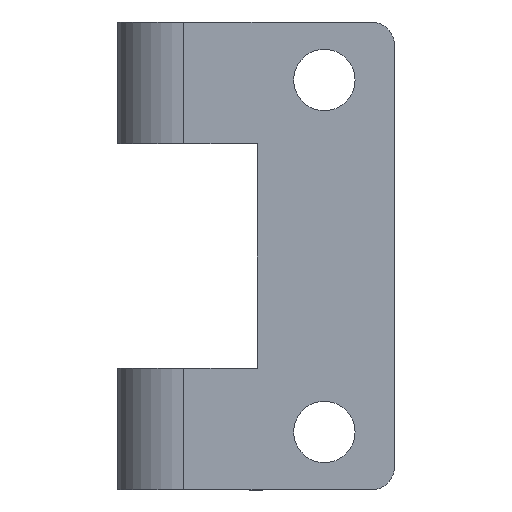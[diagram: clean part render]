
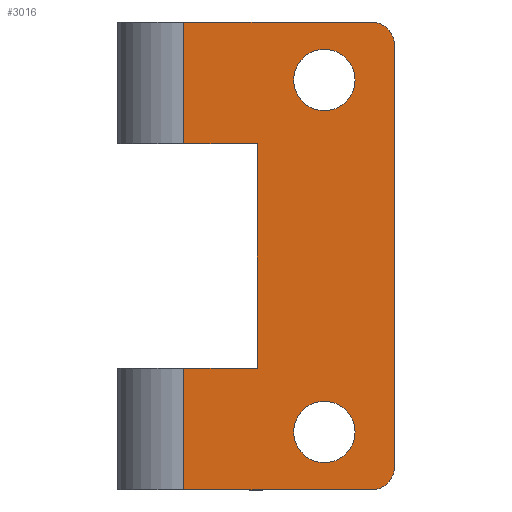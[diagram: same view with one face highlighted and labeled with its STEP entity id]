
A CAD part, front view. The second image highlights one B-rep face of the part: STEP entity #3016.
In plain terms, the highlighted planar face has unit normal (0, -1, 0).
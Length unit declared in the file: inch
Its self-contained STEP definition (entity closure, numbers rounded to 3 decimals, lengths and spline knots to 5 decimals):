
#11 = EDGE_CURVE ( 'NONE', #3834, #2972, #3266, .T. ) ;
#65 = VERTEX_POINT ( 'NONE', #3149 ) ;
#77 = VERTEX_POINT ( 'NONE', #3224 ) ;
#81 = EDGE_CURVE ( 'NONE', #84, #3106, #3289, .T. ) ;
#82 = EDGE_CURVE ( 'NONE', #77, #65, #3319, .T. ) ;
#84 = VERTEX_POINT ( 'NONE', #3323 ) ;
#86 = ORIENTED_EDGE ( 'NONE', *, *, #81, .F. ) ;
#136 = EDGE_CURVE ( 'NONE', #2760, #84, #805, .T. ) ;
#147 = VERTEX_POINT ( 'NONE', #3148 ) ;
#153 = VERTEX_POINT ( 'NONE', #3222 ) ;
#162 = VERTEX_POINT ( 'NONE', #3355 ) ;
#166 = VERTEX_POINT ( 'NONE', #3393 ) ;
#167 = EDGE_LOOP ( 'NONE', ( #1428, #612 ) ) ;
#168 = EDGE_CURVE ( 'NONE', #2760, #162, #3427, .T. ) ;
#170 = ORIENTED_EDGE ( 'NONE', *, *, #174, .T. ) ;
#174 = EDGE_CURVE ( 'NONE', #166, #2968, #765, .T. ) ;
#179 = ORIENTED_EDGE ( 'NONE', *, *, #168, .T. ) ;
#183 = EDGE_CURVE ( 'NONE', #2968, #166, #1043, .T. ) ;
#389 = EDGE_LOOP ( 'NONE', ( #179, #3100, #3074, #3058, #3023, #1957, #2777, #2984, #86, #3073 ) ) ;
#458 = ORIENTED_EDGE ( 'NONE', *, *, #183, .T. ) ;
#612 = ORIENTED_EDGE ( 'NONE', *, *, #3071, .T. ) ;
#765 = CIRCLE ( 'NONE', #766, 0.164 ) ;
#766 = AXIS2_PLACEMENT_3D ( 'NONE', #767, #768, #769 ) ;
#767 = CARTESIAN_POINT ( 'NONE',  ( 0.75, 0., -0.31 ) ) ;
#768 = DIRECTION ( 'NONE',  ( 0., 1., 0. ) ) ;
#769 = DIRECTION ( 'NONE',  ( 0., 0., 1. ) ) ;
#805 = LINE ( 'NONE', #806, #807 ) ;
#806 = CARTESIAN_POINT ( 'NONE',  ( 0., 0., -2.5 ) ) ;
#807 = VECTOR ( 'NONE', #808, 39.37008 ) ;
#808 = DIRECTION ( 'NONE',  ( 0., 0., 1. ) ) ;
#856 = CARTESIAN_POINT ( 'NONE',  ( 0.391, 0., -0.65 ) ) ;
#920 = CIRCLE ( 'NONE', #921, 0.164 ) ;
#921 = AXIS2_PLACEMENT_3D ( 'NONE', #922, #923, #924 ) ;
#922 = CARTESIAN_POINT ( 'NONE',  ( 0.75, 0., -2.19 ) ) ;
#923 = DIRECTION ( 'NONE',  ( 0., 1., 0. ) ) ;
#924 = DIRECTION ( 'NONE',  ( 0., 0., 1. ) ) ;
#926 = CARTESIAN_POINT ( 'NONE',  ( 0.391, 0., -1.85 ) ) ;
#936 = CARTESIAN_POINT ( 'NONE',  ( 0.75, 0., -0.146 ) ) ;
#1022 = CARTESIAN_POINT ( 'NONE',  ( 0., 0., 0. ) ) ;
#1043 = CIRCLE ( 'NONE', #1044, 0.164 ) ;
#1044 = AXIS2_PLACEMENT_3D ( 'NONE', #1045, #1046, #1047 ) ;
#1045 = CARTESIAN_POINT ( 'NONE',  ( 0.75, 0., -0.31 ) ) ;
#1046 = DIRECTION ( 'NONE',  ( 0., 1., 0. ) ) ;
#1047 = DIRECTION ( 'NONE',  ( 0., 0., 1. ) ) ;
#1089 = EDGE_CURVE ( 'NONE', #147, #153, #3156, .T. ) ;
#1122 = LINE ( 'NONE', #1123, #1125 ) ;
#1123 = CARTESIAN_POINT ( 'NONE',  ( 0., 0., 0. ) ) ;
#1125 = VECTOR ( 'NONE', #1126, 39.37008 ) ;
#1126 = DIRECTION ( 'NONE',  ( 1., 0., 0. ) ) ;
#1428 = ORIENTED_EDGE ( 'NONE', *, *, #1089, .T. ) ;
#1957 = ORIENTED_EDGE ( 'NONE', *, *, #2975, .F. ) ;
#2733 = FACE_BOUND ( 'NONE', #3006, .T. ) ;
#2734 = FACE_BOUND ( 'NONE', #167, .T. ) ;
#2735 = FACE_OUTER_BOUND ( 'NONE', #389, .T. ) ;
#2736 = PLANE ( 'NONE',  #2737 ) ;
#2737 = AXIS2_PLACEMENT_3D ( 'NONE', #2738, #2739, #2740 ) ;
#2738 = CARTESIAN_POINT ( 'NONE',  ( 0., 0., -2.5 ) ) ;
#2739 = DIRECTION ( 'NONE',  ( 0., -1., 0. ) ) ;
#2740 = DIRECTION ( 'NONE',  ( 0., 0., -1. ) ) ;
#2755 = CIRCLE ( 'NONE', #2756, 0.125 ) ;
#2756 = AXIS2_PLACEMENT_3D ( 'NONE', #2757, #2758, #2759 ) ;
#2757 = CARTESIAN_POINT ( 'NONE',  ( 1., 0., -2.375 ) ) ;
#2758 = DIRECTION ( 'NONE',  ( 0., -1., 0. ) ) ;
#2759 = DIRECTION ( 'NONE',  ( 0., 0., -1. ) ) ;
#2760 = VERTEX_POINT ( 'NONE', #2852 ) ;
#2777 = ORIENTED_EDGE ( 'NONE', *, *, #11, .F. ) ;
#2852 = CARTESIAN_POINT ( 'NONE',  ( 0., 0., -2.5 ) ) ;
#2968 = VERTEX_POINT ( 'NONE', #936 ) ;
#2972 = VERTEX_POINT ( 'NONE', #3155 ) ;
#2975 = EDGE_CURVE ( 'NONE', #2972, #3003, #3197, .T. ) ;
#2979 = EDGE_CURVE ( 'NONE', #3106, #3834, #3262, .T. ) ;
#2984 = ORIENTED_EDGE ( 'NONE', *, *, #2979, .F. ) ;
#3003 = VERTEX_POINT ( 'NONE', #1022 ) ;
#3006 = EDGE_LOOP ( 'NONE', ( #458, #170 ) ) ;
#3012 = EDGE_CURVE ( 'NONE', #3003, #3041, #1122, .T. ) ;
#3016 = ADVANCED_FACE ( 'NONE', ( #2733, #2734, #2735 ), #2736, .T. ) ;
#3023 = ORIENTED_EDGE ( 'NONE', *, *, #3012, .F. ) ;
#3041 = VERTEX_POINT ( 'NONE', #3161 ) ;
#3050 = EDGE_CURVE ( 'NONE', #65, #3041, #3236, .T. ) ;
#3058 = ORIENTED_EDGE ( 'NONE', *, *, #3050, .T. ) ;
#3071 = EDGE_CURVE ( 'NONE', #153, #147, #920, .T. ) ;
#3073 = ORIENTED_EDGE ( 'NONE', *, *, #136, .F. ) ;
#3074 = ORIENTED_EDGE ( 'NONE', *, *, #82, .T. ) ;
#3089 = EDGE_CURVE ( 'NONE', #162, #77, #2755, .T. ) ;
#3100 = ORIENTED_EDGE ( 'NONE', *, *, #3089, .T. ) ;
#3106 = VERTEX_POINT ( 'NONE', #926 ) ;
#3148 = CARTESIAN_POINT ( 'NONE',  ( 0.75, 0., -2.026 ) ) ;
#3149 = CARTESIAN_POINT ( 'NONE',  ( 1.125, 0., -0.125 ) ) ;
#3155 = CARTESIAN_POINT ( 'NONE',  ( 0., 0., -0.65 ) ) ;
#3156 = CIRCLE ( 'NONE', #3157, 0.164 ) ;
#3157 = AXIS2_PLACEMENT_3D ( 'NONE', #3158, #3159, #3160 ) ;
#3158 = CARTESIAN_POINT ( 'NONE',  ( 0.75, 0., -2.19 ) ) ;
#3159 = DIRECTION ( 'NONE',  ( 0., 1., 0. ) ) ;
#3160 = DIRECTION ( 'NONE',  ( 0., 0., 1. ) ) ;
#3161 = CARTESIAN_POINT ( 'NONE',  ( 1., 0., 0. ) ) ;
#3197 = LINE ( 'NONE', #3198, #3199 ) ;
#3198 = CARTESIAN_POINT ( 'NONE',  ( 0., 0., -2.5 ) ) ;
#3199 = VECTOR ( 'NONE', #3200, 39.37008 ) ;
#3200 = DIRECTION ( 'NONE',  ( 0., 0., 1. ) ) ;
#3222 = CARTESIAN_POINT ( 'NONE',  ( 0.75, 0., -2.354 ) ) ;
#3224 = CARTESIAN_POINT ( 'NONE',  ( 1.125, 0., -2.375 ) ) ;
#3236 = CIRCLE ( 'NONE', #3237, 0.125 ) ;
#3237 = AXIS2_PLACEMENT_3D ( 'NONE', #3238, #3239, #3241 ) ;
#3238 = CARTESIAN_POINT ( 'NONE',  ( 1., 0., -0.125 ) ) ;
#3239 = DIRECTION ( 'NONE',  ( 0., -1., 0. ) ) ;
#3241 = DIRECTION ( 'NONE',  ( 0., 0., -1. ) ) ;
#3262 = LINE ( 'NONE', #3263, #3264 ) ;
#3263 = CARTESIAN_POINT ( 'NONE',  ( 0.391, 0., -2.5 ) ) ;
#3264 = VECTOR ( 'NONE', #3265, 39.37008 ) ;
#3265 = DIRECTION ( 'NONE',  ( 0., 0., 1. ) ) ;
#3266 = LINE ( 'NONE', #3267, #3268 ) ;
#3267 = CARTESIAN_POINT ( 'NONE',  ( 0., 0., -0.65 ) ) ;
#3268 = VECTOR ( 'NONE', #3269, 39.37008 ) ;
#3269 = DIRECTION ( 'NONE',  ( -1., 0., 0. ) ) ;
#3289 = LINE ( 'NONE', #3291, #3292 ) ;
#3291 = CARTESIAN_POINT ( 'NONE',  ( 0., 0., -1.85 ) ) ;
#3292 = VECTOR ( 'NONE', #3293, 39.37008 ) ;
#3293 = DIRECTION ( 'NONE',  ( 1., 0., 0. ) ) ;
#3319 = LINE ( 'NONE', #3320, #3321 ) ;
#3320 = CARTESIAN_POINT ( 'NONE',  ( 1.125, 0., -2.5 ) ) ;
#3321 = VECTOR ( 'NONE', #3322, 39.37008 ) ;
#3322 = DIRECTION ( 'NONE',  ( 0., 0., 1. ) ) ;
#3323 = CARTESIAN_POINT ( 'NONE',  ( 0., 0., -1.85 ) ) ;
#3355 = CARTESIAN_POINT ( 'NONE',  ( 1., 0., -2.5 ) ) ;
#3393 = CARTESIAN_POINT ( 'NONE',  ( 0.75, 0., -0.474 ) ) ;
#3427 = LINE ( 'NONE', #3428, #3429 ) ;
#3428 = CARTESIAN_POINT ( 'NONE',  ( 0., 0., -2.5 ) ) ;
#3429 = VECTOR ( 'NONE', #3430, 39.37008 ) ;
#3430 = DIRECTION ( 'NONE',  ( 1., 0., 0. ) ) ;
#3834 = VERTEX_POINT ( 'NONE', #856 ) ;
